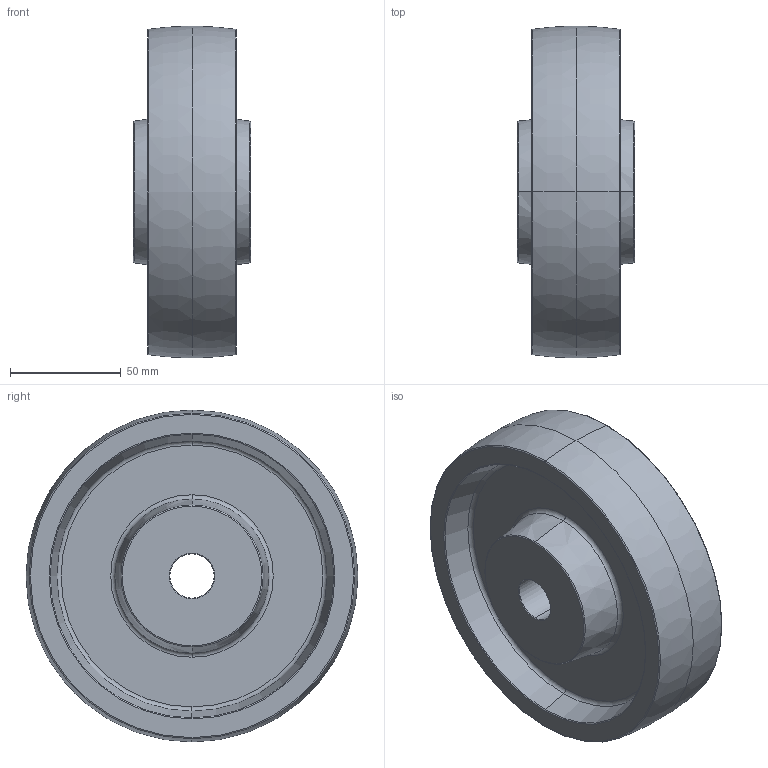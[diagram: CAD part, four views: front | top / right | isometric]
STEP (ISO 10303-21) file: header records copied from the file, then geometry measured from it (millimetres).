
FILE_DESCRIPTION (( 'STEP AP214' ), '1' );
FILE_NAME ('0022633.step', '2022-04-20T10:51:40', ( '' ), ( '' ), 'SwSTEP 2.0', 'SolidWorks 2020', '' );
FILE_SCHEMA (( 'AUTOMOTIVE_DESIGN' ));
Length unit declared in the file: millimetre
Products named in the file (1): 0022633
Bounding box: 53 x 150 x 150 mm (x, y, z)
Volume: 490591.7 mm3; surface area: 69951.2 mm2
Topology: 1 solids, 1 shells, 44 faces, 88 edges, 50 vertices
Faces by surface type: torus 24, cone 12, plane 6, cylinder 2
Entity records: 1680 total; most frequent: DIRECTION 252, CARTESIAN_POINT 183, ORIENTED_EDGE 176, AXIS2_PLACEMENT_3D 119, EDGE_CURVE 88, CIRCLE 74, VERTEX_POINT 50, EDGE_LOOP 50
